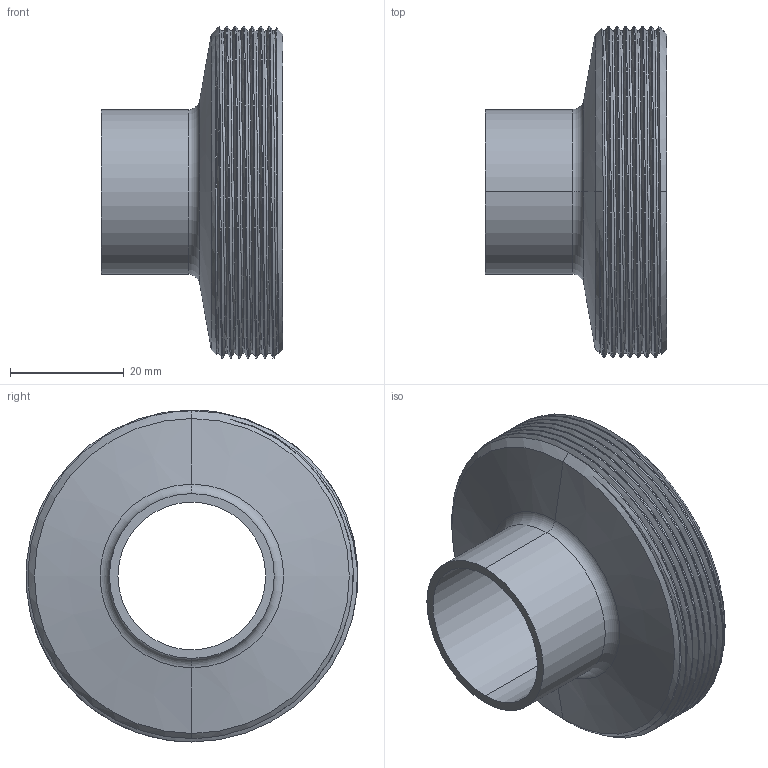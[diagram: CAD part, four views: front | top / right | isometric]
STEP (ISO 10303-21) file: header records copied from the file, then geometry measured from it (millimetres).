
FILE_DESCRIPTION (( 'STEP AP203' ), '1' );
FILE_NAME ('3D-M2023P_32-25_174201110.STEP', '2024-09-06T09:02:20', ( '' ), ( '' ), 'SwSTEP 2.0', 'SolidWorks 2024', '' );
FILE_SCHEMA (( 'CONFIG_CONTROL_DESIGN' ));
Length unit declared in the file: millimetre
Products named in the file (1): 3D-M2023P_32-25_174201110
Bounding box: 32 x 58.3 x 58.42 mm (x, y, z)
Volume: 20562.2 mm3; surface area: 12097.3 mm2
Topology: 1 solids, 1 shells, 41 faces, 101 edges, 64 vertices
Faces by surface type: cylinder 22, cone 10, plane 4, bspline 3, torus 2
Entity records: 3002 total; most frequent: CARTESIAN_POINT 2045, ORIENTED_EDGE 202, DIRECTION 169, EDGE_CURVE 101, AXIS2_PLACEMENT_3D 69, VERTEX_POINT 64, EDGE_LOOP 45, ADVANCED_FACE 41
